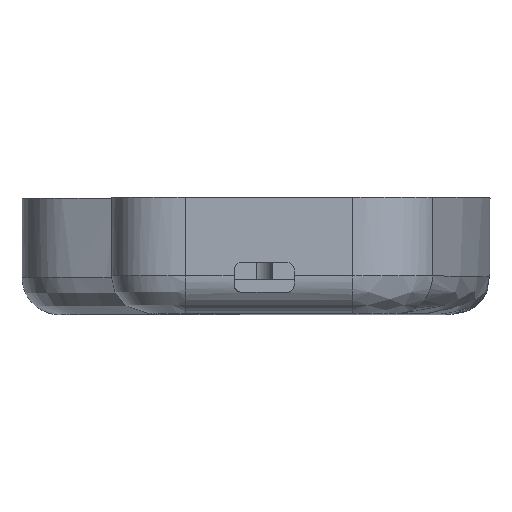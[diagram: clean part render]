
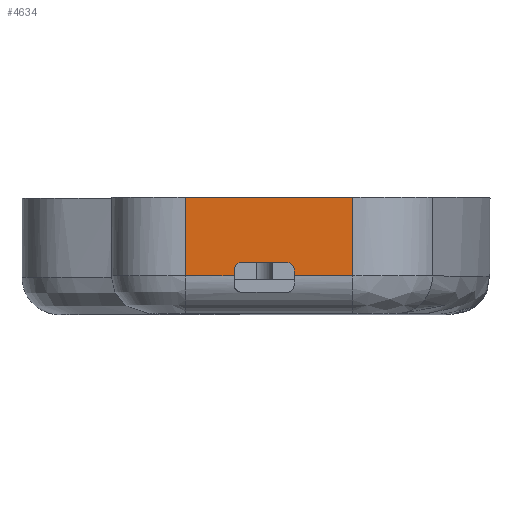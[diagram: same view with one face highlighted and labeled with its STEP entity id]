
A CAD part, top view. The second image highlights one B-rep face of the part: STEP entity #4634.
In plain terms, the highlighted planar face has unit normal (0, 0, 1).
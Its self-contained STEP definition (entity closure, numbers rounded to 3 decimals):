
#113=CIRCLE('',#4859,1.);
#115=CIRCLE('',#4863,1.);
#272=PLANE('',#4925);
#443=FACE_OUTER_BOUND('',#706,.T.);
#706=EDGE_LOOP('',(#3430,#3431,#3432,#3433,#3434,#3435,#3436,#3437,#3438,
#3439));
#919=LINE('',#6266,#1279);
#927=LINE('',#6310,#1287);
#932=LINE('',#6325,#1292);
#933=LINE('',#6329,#1293);
#935=LINE('',#6336,#1295);
#1027=LINE('',#9763,#1387);
#1028=LINE('',#9785,#1388);
#1029=LINE('',#9786,#1389);
#1279=VECTOR('',#5202,10.);
#1287=VECTOR('',#5224,10.);
#1292=VECTOR('',#5239,10.);
#1293=VECTOR('',#5244,10.);
#1295=VECTOR('',#5250,10.);
#1387=VECTOR('',#5450,10.);
#1388=VECTOR('',#5453,10.);
#1389=VECTOR('',#5454,10.);
#1860=VERTEX_POINT('',#6263);
#1861=VERTEX_POINT('',#6265);
#1868=VERTEX_POINT('',#6303);
#1870=VERTEX_POINT('',#6309);
#1872=VERTEX_POINT('',#6315);
#1875=VERTEX_POINT('',#6324);
#1876=VERTEX_POINT('',#6328);
#1879=VERTEX_POINT('',#6334);
#2074=VERTEX_POINT('',#9762);
#2075=VERTEX_POINT('',#9784);
#2338=EDGE_CURVE('',#1861,#1860,#919,.T.);
#2348=EDGE_CURVE('',#1861,#1868,#113,.T.);
#2351=EDGE_CURVE('',#1870,#1868,#927,.T.);
#2354=EDGE_CURVE('',#1870,#1872,#115,.T.);
#2359=EDGE_CURVE('',#1875,#1872,#932,.T.);
#2361=EDGE_CURVE('',#1875,#1876,#933,.T.);
#2365=EDGE_CURVE('',#1879,#1860,#935,.T.);
#2609=EDGE_CURVE('',#1876,#2074,#1027,.T.);
#2611=EDGE_CURVE('',#1879,#2075,#1028,.T.);
#2612=EDGE_CURVE('',#2074,#2075,#1029,.T.);
#3430=ORIENTED_EDGE('',*,*,#2338,.T.);
#3431=ORIENTED_EDGE('',*,*,#2365,.F.);
#3432=ORIENTED_EDGE('',*,*,#2611,.T.);
#3433=ORIENTED_EDGE('',*,*,#2612,.F.);
#3434=ORIENTED_EDGE('',*,*,#2609,.F.);
#3435=ORIENTED_EDGE('',*,*,#2361,.F.);
#3436=ORIENTED_EDGE('',*,*,#2359,.T.);
#3437=ORIENTED_EDGE('',*,*,#2354,.F.);
#3438=ORIENTED_EDGE('',*,*,#2351,.T.);
#3439=ORIENTED_EDGE('',*,*,#2348,.F.);
#4634=ADVANCED_FACE('',(#443),#272,.T.);
#4859=AXIS2_PLACEMENT_3D('',#6304,#5217,#5218);
#4863=AXIS2_PLACEMENT_3D('',#6316,#5229,#5230);
#4925=AXIS2_PLACEMENT_3D('',#9783,#5451,#5452);
#5202=DIRECTION('',(0.,-1.,0.));
#5217=DIRECTION('center_axis',(0.,0.,1.));
#5218=DIRECTION('ref_axis',(0.707,0.707,0.));
#5224=DIRECTION('',(1.,0.,0.));
#5229=DIRECTION('center_axis',(0.,0.,1.));
#5230=DIRECTION('ref_axis',(-0.707,0.707,0.));
#5239=DIRECTION('',(0.,1.,0.));
#5244=DIRECTION('',(-1.,0.,0.));
#5250=DIRECTION('',(-1.,0.,0.));
#5450=DIRECTION('',(0.,1.,0.));
#5451=DIRECTION('center_axis',(0.,0.,1.));
#5452=DIRECTION('ref_axis',(1.,0.,0.));
#5453=DIRECTION('',(0.,1.,0.));
#5454=DIRECTION('',(1.,0.,0.));
#6263=CARTESIAN_POINT('',(-4.168,5.,106.5));
#6265=CARTESIAN_POINT('',(-4.168,5.798,106.5));
#6266=CARTESIAN_POINT('',(-4.168,3.899,106.5));
#6303=CARTESIAN_POINT('',(-5.168,6.798,106.5));
#6304=CARTESIAN_POINT('Origin',(-5.168,5.798,106.5));
#6309=CARTESIAN_POINT('',(-11.168,6.798,106.5));
#6310=CARTESIAN_POINT('',(-15.417,6.798,106.5));
#6315=CARTESIAN_POINT('',(-12.168,5.798,106.5));
#6316=CARTESIAN_POINT('Origin',(-11.168,5.798,106.5));
#6324=CARTESIAN_POINT('',(-12.168,5.,106.5));
#6325=CARTESIAN_POINT('',(-12.168,1.899,106.5));
#6328=CARTESIAN_POINT('',(-18.665,5.,106.5));
#6329=CARTESIAN_POINT('',(-13.958,5.,106.5));
#6334=CARTESIAN_POINT('',(3.615,5.,106.5));
#6336=CARTESIAN_POINT('',(-13.958,5.,106.5));
#9762=CARTESIAN_POINT('',(-18.665,15.5,106.5));
#9763=CARTESIAN_POINT('',(-18.665,1.,106.5));
#9783=CARTESIAN_POINT('Origin',(-18.665,1.,106.5));
#9784=CARTESIAN_POINT('',(3.615,15.5,106.5));
#9785=CARTESIAN_POINT('',(3.615,1.,106.5));
#9786=CARTESIAN_POINT('',(-18.665,15.5,106.5));
